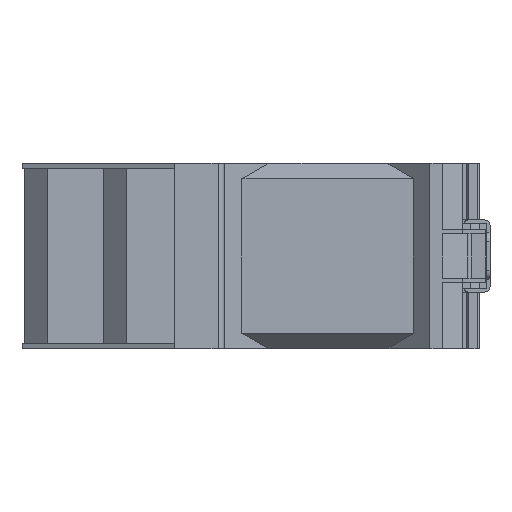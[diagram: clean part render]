
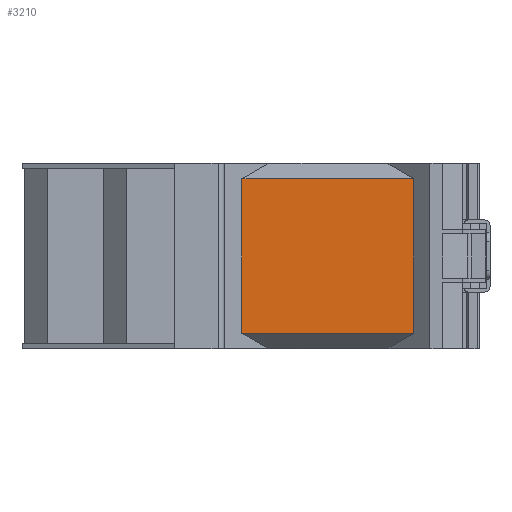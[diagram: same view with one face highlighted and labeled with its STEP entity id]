
A CAD part, left-side view. The second image highlights one B-rep face of the part: STEP entity #3210.
In plain terms, the highlighted planar face has unit normal (-1, 0, 0).
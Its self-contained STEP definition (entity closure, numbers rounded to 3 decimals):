
#45 = VERTEX_POINT ( 'NONE', #3669 ) ;
#55 = EDGE_LOOP ( 'NONE', ( #4137, #2459, #1548, #1460 ) ) ;
#84 = DIRECTION ( 'NONE',  ( 0., 0., -1. ) ) ;
#170 = CARTESIAN_POINT ( 'NONE',  ( -42.55, 12., -18.747 ) ) ;
#194 = PLANE ( 'NONE',  #1890 ) ;
#204 = DIRECTION ( 'NONE',  ( 0., 0., -1. ) ) ;
#568 = EDGE_CURVE ( 'NONE', #1638, #3376, #3694, .T. ) ;
#605 = CARTESIAN_POINT ( 'NONE',  ( -42.55, 12., 18.847 ) ) ;
#679 = LINE ( 'NONE', #2444, #3053 ) ;
#686 = EDGE_CURVE ( 'NONE', #1638, #45, #679, .T. ) ;
#969 = DIRECTION ( 'NONE',  ( 0., -1., 0. ) ) ;
#995 = VECTOR ( 'NONE', #969, 1000. ) ;
#1051 = VECTOR ( 'NONE', #3344, 1000. ) ;
#1349 = CARTESIAN_POINT ( 'NONE',  ( -42.55, 53.6, 18.847 ) ) ;
#1460 = ORIENTED_EDGE ( 'NONE', *, *, #568, .F. ) ;
#1513 = DIRECTION ( 'NONE',  ( 1., 0., 0. ) ) ;
#1548 = ORIENTED_EDGE ( 'NONE', *, *, #2017, .F. ) ;
#1638 = VERTEX_POINT ( 'NONE', #1349 ) ;
#1890 = AXIS2_PLACEMENT_3D ( 'NONE', #2535, #1513, #2873 ) ;
#2017 = EDGE_CURVE ( 'NONE', #3376, #3534, #4134, .T. ) ;
#2301 = EDGE_CURVE ( 'NONE', #3534, #45, #3754, .T. ) ;
#2317 = VECTOR ( 'NONE', #204, 1000. ) ;
#2444 = CARTESIAN_POINT ( 'NONE',  ( -42.55, 53.6, 0.05 ) ) ;
#2459 = ORIENTED_EDGE ( 'NONE', *, *, #2301, .F. ) ;
#2535 = CARTESIAN_POINT ( 'NONE',  ( -42.55, 12., 18.847 ) ) ;
#2736 = CARTESIAN_POINT ( 'NONE',  ( -42.55, 32.8, -18.747 ) ) ;
#2873 = DIRECTION ( 'NONE',  ( 0., 0., -1. ) ) ;
#2982 = CARTESIAN_POINT ( 'NONE',  ( -42.55, 32.8, 18.847 ) ) ;
#3053 = VECTOR ( 'NONE', #84, 1000. ) ;
#3207 = FACE_OUTER_BOUND ( 'NONE', #55, .T. ) ;
#3210 = ADVANCED_FACE ( 'NONE', ( #3207 ), #194, .F. ) ;
#3344 = DIRECTION ( 'NONE',  ( 0., 1., 0. ) ) ;
#3376 = VERTEX_POINT ( 'NONE', #605 ) ;
#3534 = VERTEX_POINT ( 'NONE', #170 ) ;
#3669 = CARTESIAN_POINT ( 'NONE',  ( -42.55, 53.6, -18.747 ) ) ;
#3694 = LINE ( 'NONE', #2982, #995 ) ;
#3754 = LINE ( 'NONE', #2736, #1051 ) ;
#4134 = LINE ( 'NONE', #4310, #2317 ) ;
#4137 = ORIENTED_EDGE ( 'NONE', *, *, #686, .T. ) ;
#4310 = CARTESIAN_POINT ( 'NONE',  ( -42.55, 12., 0.05 ) ) ;
